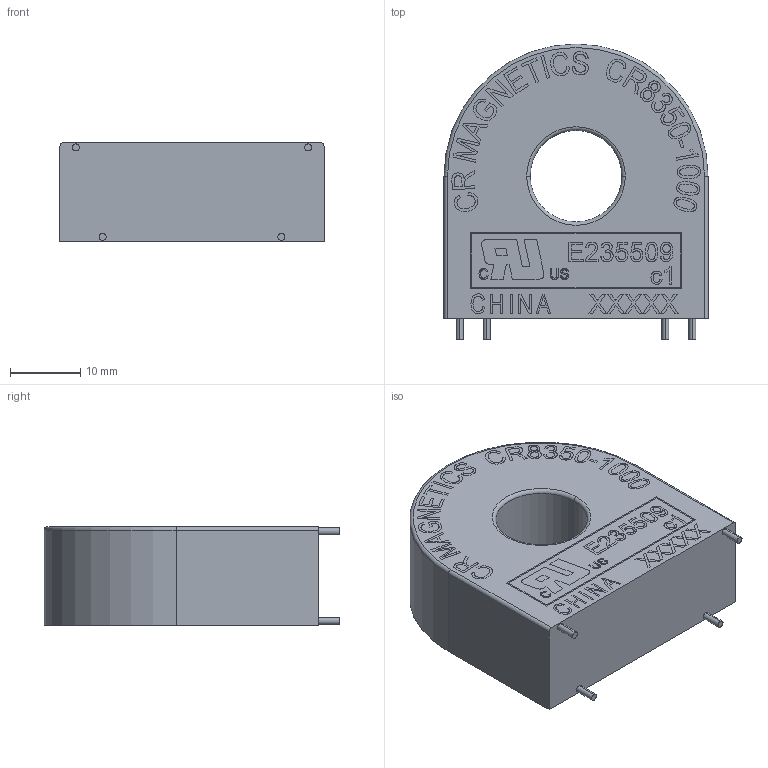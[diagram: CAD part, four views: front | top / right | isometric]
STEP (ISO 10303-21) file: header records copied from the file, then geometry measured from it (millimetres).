
FILE_DESCRIPTION (( 'STEP AP203' ), '1' );
FILE_NAME ('CR8350-1000.STEP', '2019-08-05T15:48:48', ( '' ), ( '' ), 'SwSTEP 2.0', 'SolidWorks 2018', '' );
FILE_SCHEMA (( 'CONFIG_CONTROL_DESIGN' ));
Length unit declared in the file: millimetre
Products named in the file (1): CR8350-1000
Bounding box: 37.5 x 42 x 14 mm (x, y, z)
Volume: 15970.9 mm3; surface area: 4905.9 mm2
Topology: 1 solids, 1 shells, 667 faces, 1790 edges, 1192 vertices
Faces by surface type: plane 361, bspline 278, cylinder 22, torus 6
Entity records: 36114 total; most frequent: CARTESIAN_POINT 21190, ORIENTED_EDGE 3580, DIRECTION 2065, EDGE_CURVE 1790, VERTEX_POINT 1192, LINE 1179, VECTOR 1179, EDGE_LOOP 736
